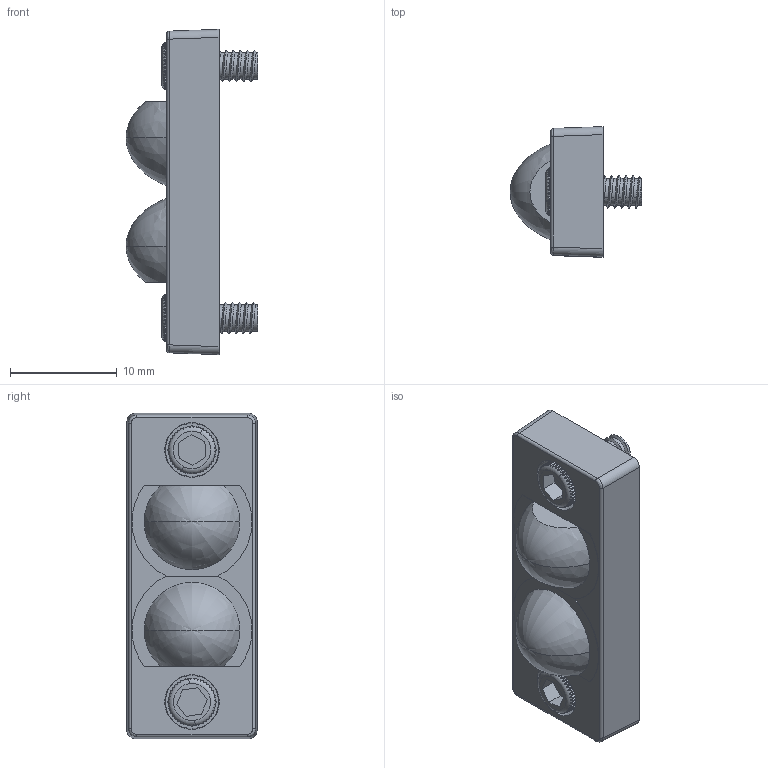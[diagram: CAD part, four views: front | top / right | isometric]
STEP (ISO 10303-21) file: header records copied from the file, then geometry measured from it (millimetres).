
FILE_DESCRIPTION (( 'STEP AP203' ), '1' );
FILE_NAME ('BlockR4.STEP', '2019-10-23T16:43:39', ( 'USER' ), ( '' ), 'SwSTEP 2.0', 'SolidWorks 2019', '' );
FILE_SCHEMA (( 'CONFIG_CONTROL_DESIGN' ));
Length unit declared in the file: inch
Products named in the file (1): BlockR4
Bounding box: 12.34 x 12.2 x 30.48 mm (x, y, z)
Surface area: 1690.7 mm2 (no closed solid volume)
Topology: 0 solids, 9 shells, 343 faces, 1011 edges, 677 vertices
Faces by surface type: plane 179, cylinder 128, bspline 16, cone 12, sphere 4, torus 4
Entity records: 14169 total; most frequent: CARTESIAN_POINT 5654, ORIENTED_EDGE 1727, DIRECTION 1643, EDGE_CURVE 1007, VERTEX_POINT 677, AXIS2_PLACEMENT_3D 570, VECTOR 503, LINE 503
